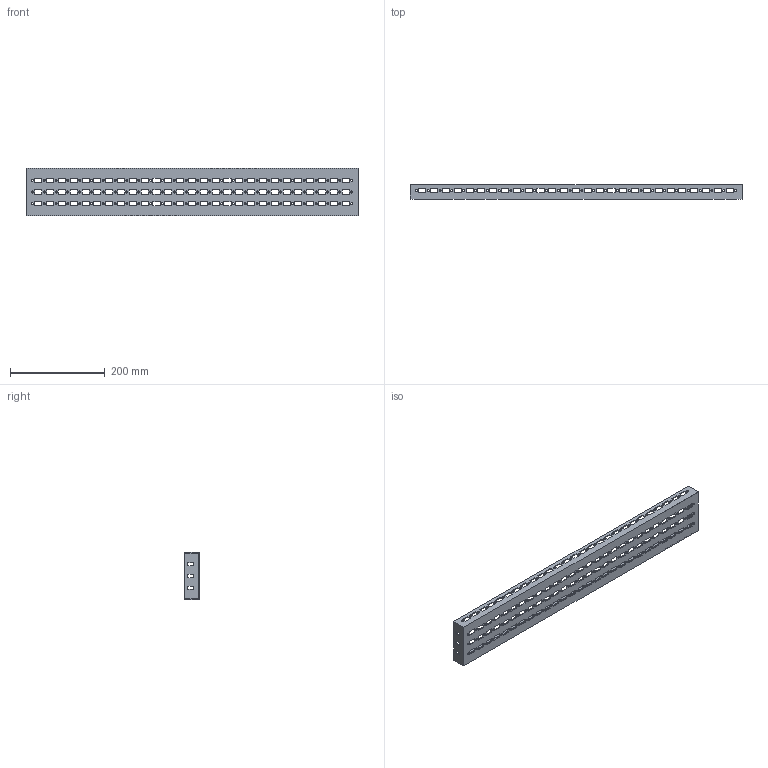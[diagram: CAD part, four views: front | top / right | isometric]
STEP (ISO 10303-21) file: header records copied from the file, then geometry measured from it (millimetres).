
FILE_DESCRIPTION (( 'STEP AP214' ), '1' );
FILE_NAME ('TCK801.STEP', '2025-05-14T19:17:20', ( '' ), ( '' ), 'SwSTEP 2.0', 'SolidWorks 2024', '' );
FILE_SCHEMA (( 'AUTOMOTIVE_DESIGN' ));
Length unit declared in the file: millimetre
Products named in the file (1): TCK801
Bounding box: 702 x 30 x 100 mm (x, y, z)
Volume: 188304 mm3; surface area: 208642.4 mm2
Topology: 1 solids, 1 shells, 715 faces, 2220 edges, 1508 vertices
Faces by surface type: plane 563, cylinder 152
Full cylindrical faces by diameter (mm): 4.25 x140
Entity records: 24281 total; most frequent: CARTESIAN_POINT 4136, ORIENTED_EDGE 3992, DIRECTION 3732, EDGE_CURVE 1996, VECTOR 1692, LINE 1692, VERTEX_POINT 1424, EDGE_LOOP 1418
